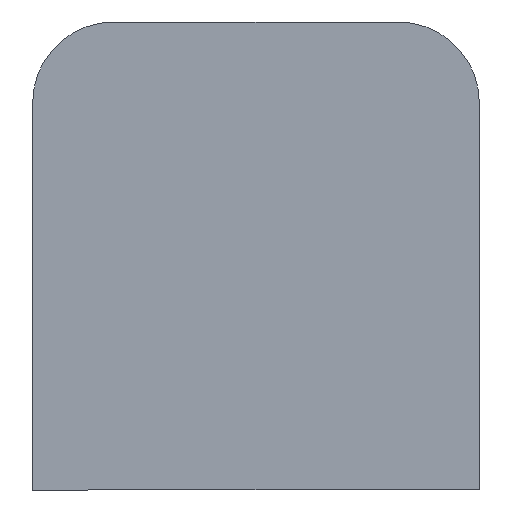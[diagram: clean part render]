
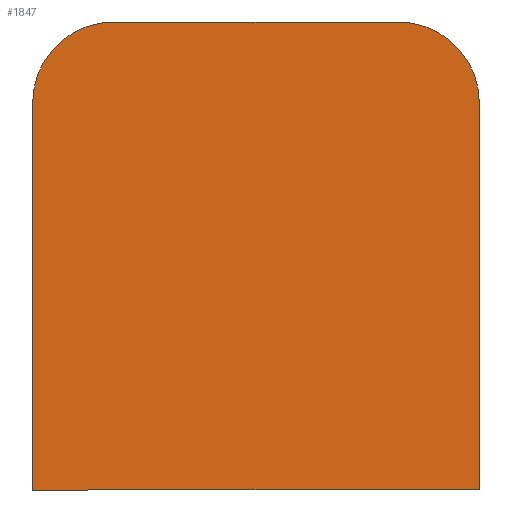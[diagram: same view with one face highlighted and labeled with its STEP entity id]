
A CAD part, left-side view. The second image highlights one B-rep face of the part: STEP entity #1847.
In plain terms, the highlighted planar face has unit normal (-1, 0, 0).
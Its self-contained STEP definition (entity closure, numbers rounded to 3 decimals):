
#68 = CARTESIAN_POINT ( 'NONE',  ( -57.57, 43.138, 12.5 ) ) ;
#81 = DIRECTION ( 'NONE',  ( -1., 0., 0. ) ) ;
#235 = CARTESIAN_POINT ( 'NONE',  ( -57.57, 0., 70.1 ) ) ;
#274 = CIRCLE ( 'NONE', #1678, 10. ) ;
#285 = PLANE ( 'NONE',  #1988 ) ;
#486 = DIRECTION ( 'NONE',  ( -1., 0., 0. ) ) ;
#521 = EDGE_CURVE ( 'NONE', #1877, #1213, #1290, .T. ) ;
#595 = VERTEX_POINT ( 'NONE', #1016 ) ;
#662 = CIRCLE ( 'NONE', #732, 10. ) ;
#716 = ORIENTED_EDGE ( 'NONE', *, *, #1372, .F. ) ;
#730 = EDGE_CURVE ( 'NONE', #1402, #1362, #1706, .T. ) ;
#732 = AXIS2_PLACEMENT_3D ( 'NONE', #1661, #486, #1026 ) ;
#751 = CARTESIAN_POINT ( 'NONE',  ( -57.57, -1.862, 70.1 ) ) ;
#759 = CARTESIAN_POINT ( 'NONE',  ( -57.57, -11.862, 12.5 ) ) ;
#805 = VECTOR ( 'NONE', #1460, 1000. ) ;
#844 = CARTESIAN_POINT ( 'NONE',  ( -57.57, 33.138, 60.1 ) ) ;
#927 = ORIENTED_EDGE ( 'NONE', *, *, #521, .T. ) ;
#964 = FACE_OUTER_BOUND ( 'NONE', #1482, .T. ) ;
#977 = CARTESIAN_POINT ( 'NONE',  ( -57.57, 0., -65.282 ) ) ;
#978 = VECTOR ( 'NONE', #1957, 1000. ) ;
#1016 = CARTESIAN_POINT ( 'NONE',  ( -57.57, -11.862, 60.1 ) ) ;
#1026 = DIRECTION ( 'NONE',  ( 0., -1., 0. ) ) ;
#1100 = DIRECTION ( 'NONE',  ( 0., -1., 0. ) ) ;
#1101 = CARTESIAN_POINT ( 'NONE',  ( -57.57, 43.138, -65.282 ) ) ;
#1103 = ORIENTED_EDGE ( 'NONE', *, *, #1527, .T. ) ;
#1122 = DIRECTION ( 'NONE',  ( 0., -1., 0. ) ) ;
#1134 = CARTESIAN_POINT ( 'NONE',  ( -57.57, 0., 12.5 ) ) ;
#1213 = VERTEX_POINT ( 'NONE', #759 ) ;
#1257 = ORIENTED_EDGE ( 'NONE', *, *, #1819, .T. ) ;
#1290 = LINE ( 'NONE', #1134, #978 ) ;
#1293 = CARTESIAN_POINT ( 'NONE',  ( -57.57, -11.862, -65.282 ) ) ;
#1362 = VERTEX_POINT ( 'NONE', #751 ) ;
#1372 = EDGE_CURVE ( 'NONE', #1877, #1783, #1951, .T. ) ;
#1402 = VERTEX_POINT ( 'NONE', #2122 ) ;
#1460 = DIRECTION ( 'NONE',  ( 0., 0., 1. ) ) ;
#1482 = EDGE_LOOP ( 'NONE', ( #1257, #1929, #1796, #1103, #716, #927 ) ) ;
#1521 = VECTOR ( 'NONE', #1100, 1000. ) ;
#1527 = EDGE_CURVE ( 'NONE', #1402, #1783, #274, .T. ) ;
#1545 = EDGE_CURVE ( 'NONE', #595, #1362, #662, .T. ) ;
#1593 = CARTESIAN_POINT ( 'NONE',  ( -57.57, 43.138, 60.1 ) ) ;
#1661 = CARTESIAN_POINT ( 'NONE',  ( -57.57, -1.862, 60.1 ) ) ;
#1678 = AXIS2_PLACEMENT_3D ( 'NONE', #844, #1834, #2153 ) ;
#1706 = LINE ( 'NONE', #235, #1521 ) ;
#1783 = VERTEX_POINT ( 'NONE', #1593 ) ;
#1796 = ORIENTED_EDGE ( 'NONE', *, *, #730, .F. ) ;
#1819 = EDGE_CURVE ( 'NONE', #1213, #595, #1922, .T. ) ;
#1834 = DIRECTION ( 'NONE',  ( -1., 0., 0. ) ) ;
#1847 = ADVANCED_FACE ( 'NONE', ( #964 ), #285, .T. ) ;
#1869 = VECTOR ( 'NONE', #1943, 1000. ) ;
#1877 = VERTEX_POINT ( 'NONE', #68 ) ;
#1922 = LINE ( 'NONE', #1293, #1869 ) ;
#1929 = ORIENTED_EDGE ( 'NONE', *, *, #1545, .T. ) ;
#1943 = DIRECTION ( 'NONE',  ( 0., 0., 1. ) ) ;
#1951 = LINE ( 'NONE', #1101, #805 ) ;
#1957 = DIRECTION ( 'NONE',  ( 0., -1., 0. ) ) ;
#1988 = AXIS2_PLACEMENT_3D ( 'NONE', #977, #81, #1122 ) ;
#2122 = CARTESIAN_POINT ( 'NONE',  ( -57.57, 33.138, 70.1 ) ) ;
#2153 = DIRECTION ( 'NONE',  ( 0., -1., 0. ) ) ;
